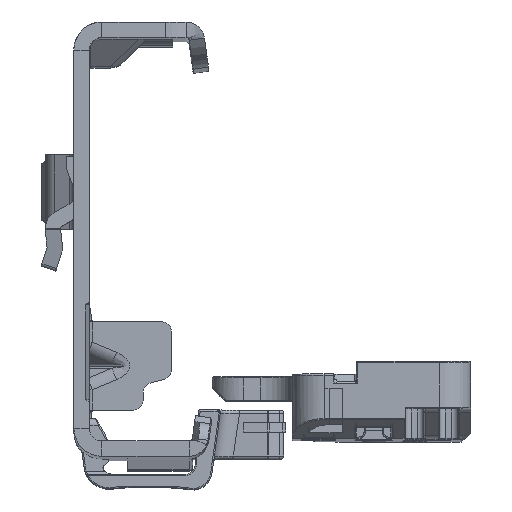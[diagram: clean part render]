
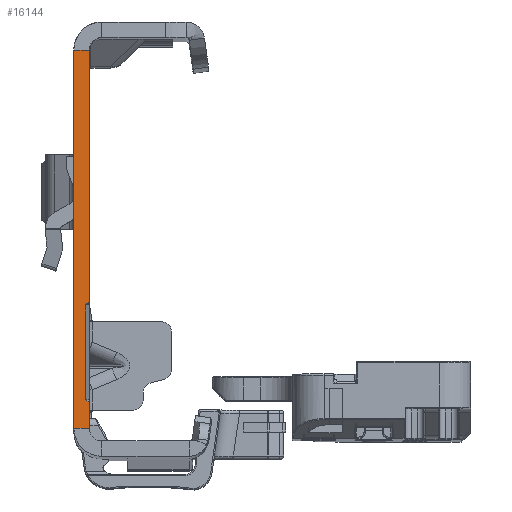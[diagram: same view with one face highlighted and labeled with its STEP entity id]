
A CAD part, top view. The second image highlights one B-rep face of the part: STEP entity #16144.
In plain terms, the highlighted planar face has unit normal (0, 0, 1).
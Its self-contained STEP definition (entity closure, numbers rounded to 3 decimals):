
#834 = EDGE_CURVE ( 'NONE', #39970, #37922, #1343, .T. ) ;
#1343 = LINE ( 'NONE', #40950, #6281 ) ;
#2957 = VECTOR ( 'NONE', #7959, 1000. ) ;
#3076 = EDGE_CURVE ( 'NONE', #39970, #21123, #109939, .T. ) ;
#3995 = CARTESIAN_POINT ( 'NONE',  ( 0., -30., 0. ) ) ;
#6281 = VECTOR ( 'NONE', #127997, 1000. ) ;
#6393 = LINE ( 'NONE', #125190, #49825 ) ;
#7959 = DIRECTION ( 'NONE',  ( -1., 0., 0. ) ) ;
#9564 = ORIENTED_EDGE ( 'NONE', *, *, #55441, .T. ) ;
#9685 = LINE ( 'NONE', #43376, #60409 ) ;
#11026 = VERTEX_POINT ( 'NONE', #72125 ) ;
#12848 = DIRECTION ( 'NONE',  ( 0., -1., 0. ) ) ;
#16144 = ADVANCED_FACE ( 'NONE', ( #63084 ), #122818, .T. ) ;
#19153 = DIRECTION ( 'NONE',  ( 0.719, 0.695, 0. ) ) ;
#21028 = CARTESIAN_POINT ( 'NONE',  ( -0.259, -10.182, 0. ) ) ;
#21123 = VERTEX_POINT ( 'NONE', #70513 ) ;
#21975 = CARTESIAN_POINT ( 'NONE',  ( 0., 30., 0. ) ) ;
#22065 = VECTOR ( 'NONE', #66270, 1000. ) ;
#26685 = CARTESIAN_POINT ( 'NONE',  ( 0., -32., 0. ) ) ;
#31167 = LINE ( 'NONE', #58531, #78588 ) ;
#31835 = EDGE_CURVE ( 'NONE', #11026, #37922, #6393, .T. ) ;
#33884 = DIRECTION ( 'NONE',  ( 1., 0., 0. ) ) ;
#35789 = VECTOR ( 'NONE', #19153, 1000. ) ;
#35861 = VERTEX_POINT ( 'NONE', #50634 ) ;
#36218 = DIRECTION ( 'NONE',  ( -0.719, 0.695, 0. ) ) ;
#36644 = CARTESIAN_POINT ( 'NONE',  ( -0.536, -25.45, 0. ) ) ;
#37922 = VERTEX_POINT ( 'NONE', #36644 ) ;
#39500 = VECTOR ( 'NONE', #92336, 1000. ) ;
#39970 = VERTEX_POINT ( 'NONE', #48116 ) ;
#40950 = CARTESIAN_POINT ( 'NONE',  ( -0.536, -9.85, 0. ) ) ;
#43376 = CARTESIAN_POINT ( 'NONE',  ( -2.45, -32., 0. ) ) ;
#48116 = CARTESIAN_POINT ( 'NONE',  ( -0.536, -10.45, 0. ) ) ;
#48148 = DIRECTION ( 'NONE',  ( 0., -1., 0. ) ) ;
#48192 = CARTESIAN_POINT ( 'NONE',  ( 0., -30., 0. ) ) ;
#49825 = VECTOR ( 'NONE', #36218, 1000. ) ;
#50634 = CARTESIAN_POINT ( 'NONE',  ( -2.45, -30., 0. ) ) ;
#54661 = EDGE_CURVE ( 'NONE', #101178, #63740, #69847, .T. ) ;
#55441 = EDGE_CURVE ( 'NONE', #63740, #35861, #9685, .T. ) ;
#55591 = ORIENTED_EDGE ( 'NONE', *, *, #54661, .T. ) ;
#58531 = CARTESIAN_POINT ( 'NONE',  ( 0., -32., 0. ) ) ;
#60409 = VECTOR ( 'NONE', #12848, 1000. ) ;
#63084 = FACE_OUTER_BOUND ( 'NONE', #76647, .T. ) ;
#63289 = ORIENTED_EDGE ( 'NONE', *, *, #31835, .T. ) ;
#63728 = DIRECTION ( 'NONE',  ( 0., 0., 1. ) ) ;
#63740 = VERTEX_POINT ( 'NONE', #108030 ) ;
#66270 = DIRECTION ( 'NONE',  ( 0., -1., 0. ) ) ;
#68207 = LINE ( 'NONE', #26685, #22065 ) ;
#69847 = LINE ( 'NONE', #112459, #39500 ) ;
#70513 = CARTESIAN_POINT ( 'NONE',  ( 0., -9.932, 0. ) ) ;
#72125 = CARTESIAN_POINT ( 'NONE',  ( 0., -25.968, 0. ) ) ;
#74787 = AXIS2_PLACEMENT_3D ( 'NONE', #102663, #63728, #33884 ) ;
#76647 = EDGE_LOOP ( 'NONE', ( #84619, #80279, #88844, #55591, #9564, #118745, #87554, #63289 ) ) ;
#78588 = VECTOR ( 'NONE', #48148, 1000. ) ;
#80279 = ORIENTED_EDGE ( 'NONE', *, *, #3076, .T. ) ;
#84619 = ORIENTED_EDGE ( 'NONE', *, *, #834, .F. ) ;
#87554 = ORIENTED_EDGE ( 'NONE', *, *, #113362, .F. ) ;
#88844 = ORIENTED_EDGE ( 'NONE', *, *, #103130, .F. ) ;
#90775 = EDGE_CURVE ( 'NONE', #99404, #35861, #115085, .T. ) ;
#92336 = DIRECTION ( 'NONE',  ( -1., 0., 0. ) ) ;
#99404 = VERTEX_POINT ( 'NONE', #3995 ) ;
#101178 = VERTEX_POINT ( 'NONE', #21975 ) ;
#102663 = CARTESIAN_POINT ( 'NONE',  ( -2.45, -32., 0. ) ) ;
#103130 = EDGE_CURVE ( 'NONE', #101178, #21123, #31167, .T. ) ;
#108030 = CARTESIAN_POINT ( 'NONE',  ( -2.45, 30., 0. ) ) ;
#109939 = LINE ( 'NONE', #21028, #35789 ) ;
#112459 = CARTESIAN_POINT ( 'NONE',  ( 0., 30., 0. ) ) ;
#113362 = EDGE_CURVE ( 'NONE', #11026, #99404, #68207, .T. ) ;
#115085 = LINE ( 'NONE', #48192, #2957 ) ;
#118745 = ORIENTED_EDGE ( 'NONE', *, *, #90775, .F. ) ;
#122818 = PLANE ( 'NONE',  #74787 ) ;
#125190 = CARTESIAN_POINT ( 'NONE',  ( 0.082, -26.047, 0. ) ) ;
#127997 = DIRECTION ( 'NONE',  ( 0., -1., 0. ) ) ;
